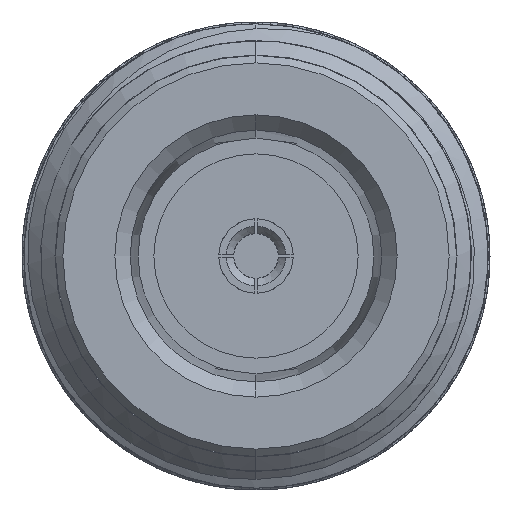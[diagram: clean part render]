
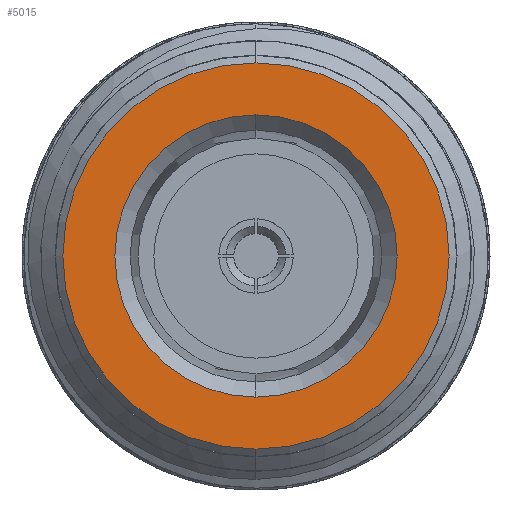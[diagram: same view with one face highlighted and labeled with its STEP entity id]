
A CAD part, left-side view. The second image highlights one B-rep face of the part: STEP entity #5015.
In plain terms, the highlighted planar face has unit normal (-1, 0, 0).
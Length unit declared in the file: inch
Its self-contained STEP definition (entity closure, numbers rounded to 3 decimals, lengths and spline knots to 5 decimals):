
#5015 = ADVANCED_FACE ( 'NONE', ( #84166, #26670 ), #27604, .T. ) ;
#26439 = ORIENTED_EDGE ( 'NONE', *, *, #129429, .T. ) ;
#26670 = FACE_BOUND ( 'NONE', #51313, .T. ) ;
#27064 = CARTESIAN_POINT ( 'NONE',  ( 0., 0., -0.26 ) ) ;
#27604 = PLANE ( 'NONE',  #153756 ) ;
#33732 = ORIENTED_EDGE ( 'NONE', *, *, #93586, .T. ) ;
#37588 = ORIENTED_EDGE ( 'NONE', *, *, #70445, .T. ) ;
#38474 = CARTESIAN_POINT ( 'NONE',  ( 0., 0., -0.19 ) ) ;
#38854 = DIRECTION ( 'NONE',  ( -1., 0., 0. ) ) ;
#38876 = DIRECTION ( 'NONE',  ( 0., 0., 1. ) ) ;
#46792 = VERTEX_POINT ( 'NONE', #50185 ) ;
#50185 = CARTESIAN_POINT ( 'NONE',  ( 0., 0., 0.26 ) ) ;
#51313 = EDGE_LOOP ( 'NONE', ( #96645, #37588 ) ) ;
#52974 = EDGE_LOOP ( 'NONE', ( #26439, #33732 ) ) ;
#58496 = VERTEX_POINT ( 'NONE', #87958 ) ;
#64076 = CARTESIAN_POINT ( 'NONE',  ( 0., 0., 0. ) ) ;
#64603 = CARTESIAN_POINT ( 'NONE',  ( 0., 0., 0. ) ) ;
#70060 = CARTESIAN_POINT ( 'NONE',  ( 0., 0., 0. ) ) ;
#70445 = EDGE_CURVE ( 'NONE', #92892, #58496, #138859, .T. ) ;
#84166 = FACE_OUTER_BOUND ( 'NONE', #52974, .T. ) ;
#87958 = CARTESIAN_POINT ( 'NONE',  ( 0., 0., 0.19 ) ) ;
#88672 = CIRCLE ( 'NONE', #134213, 0.26 ) ;
#92892 = VERTEX_POINT ( 'NONE', #38474 ) ;
#93586 = EDGE_CURVE ( 'NONE', #46792, #131818, #88672, .T. ) ;
#95665 = CIRCLE ( 'NONE', #150236, 0.26 ) ;
#96645 = ORIENTED_EDGE ( 'NONE', *, *, #146382, .T. ) ;
#97158 = DIRECTION ( 'NONE',  ( -1., 0., 0. ) ) ;
#100164 = AXIS2_PLACEMENT_3D ( 'NONE', #70060, #119434, #131174 ) ;
#101594 = DIRECTION ( 'NONE',  ( 0., 0., 1. ) ) ;
#109549 = CIRCLE ( 'NONE', #100164, 0.19 ) ;
#119434 = DIRECTION ( 'NONE',  ( 1., 0., 0. ) ) ;
#120723 = CARTESIAN_POINT ( 'NONE',  ( 0., 0., 0. ) ) ;
#125787 = DIRECTION ( 'NONE',  ( -1., 0., 0. ) ) ;
#129429 = EDGE_CURVE ( 'NONE', #131818, #46792, #95665, .T. ) ;
#131174 = DIRECTION ( 'NONE',  ( 0., 0., 1. ) ) ;
#131651 = DIRECTION ( 'NONE',  ( 1., 0., 0. ) ) ;
#131818 = VERTEX_POINT ( 'NONE', #27064 ) ;
#133016 = DIRECTION ( 'NONE',  ( 0., 0., 1. ) ) ;
#134213 = AXIS2_PLACEMENT_3D ( 'NONE', #120723, #97158, #133016 ) ;
#135134 = AXIS2_PLACEMENT_3D ( 'NONE', #154215, #131651, #155282 ) ;
#138859 = CIRCLE ( 'NONE', #135134, 0.19 ) ;
#146382 = EDGE_CURVE ( 'NONE', #58496, #92892, #109549, .T. ) ;
#150236 = AXIS2_PLACEMENT_3D ( 'NONE', #64076, #125787, #38876 ) ;
#153756 = AXIS2_PLACEMENT_3D ( 'NONE', #64603, #38854, #101594 ) ;
#154215 = CARTESIAN_POINT ( 'NONE',  ( 0., 0., 0. ) ) ;
#155282 = DIRECTION ( 'NONE',  ( 0., 0., 1. ) ) ;
